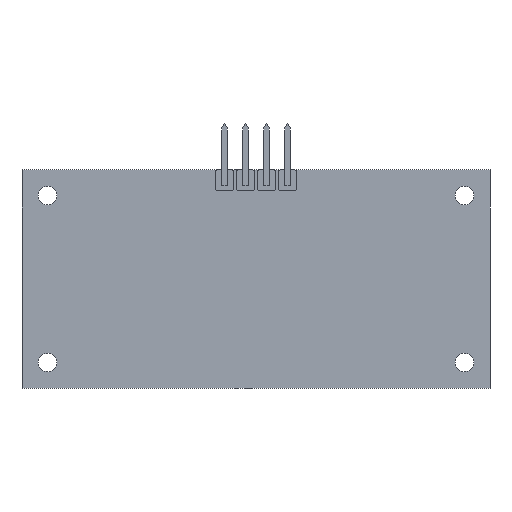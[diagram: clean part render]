
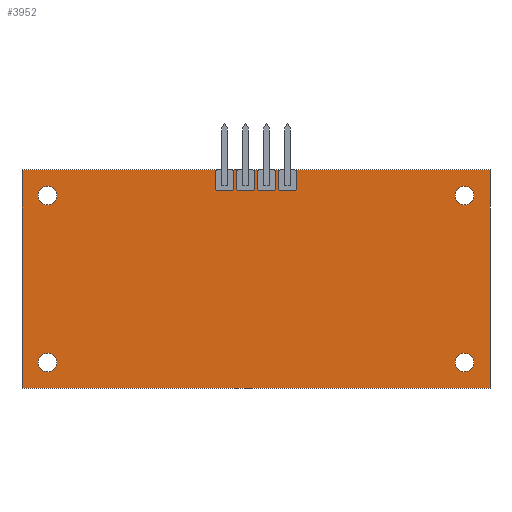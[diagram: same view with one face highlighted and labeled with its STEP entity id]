
A CAD part, front view. The second image highlights one B-rep face of the part: STEP entity #3952.
In plain terms, the highlighted planar face has unit normal (0, -1, 0).
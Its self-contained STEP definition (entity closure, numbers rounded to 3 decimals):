
#375 = DIRECTION ( 'NONE',  ( 0., 0., -1. ) ) ;
#498 = ORIENTED_EDGE ( 'NONE', *, *, #10208, .T. ) ;
#664 = CARTESIAN_POINT ( 'NONE',  ( 22.85, 0., 10.65 ) ) ;
#725 = CIRCLE ( 'NONE', #3088, 0.9 ) ;
#726 = FACE_BOUND ( 'NONE', #12613, .T. ) ;
#1062 = EDGE_CURVE ( 'NONE', #11919, #7314, #1503, .T. ) ;
#1163 = CIRCLE ( 'NONE', #12733, 0.9 ) ;
#1231 = CARTESIAN_POINT ( 'NONE',  ( 20.35, 0., 7.25 ) ) ;
#1431 = CIRCLE ( 'NONE', #11580, 0.9 ) ;
#1503 = CIRCLE ( 'NONE', #14252, 0.9 ) ;
#1594 = EDGE_CURVE ( 'NONE', #3183, #8837, #8365, .T. ) ;
#1668 = ORIENTED_EDGE ( 'NONE', *, *, #10465, .T. ) ;
#1780 = VECTOR ( 'NONE', #375, 1000. ) ;
#1805 = DIRECTION ( 'NONE',  ( 0., 1., 0. ) ) ;
#1899 = ORIENTED_EDGE ( 'NONE', *, *, #10442, .T. ) ;
#1912 = DIRECTION ( 'NONE',  ( 0., 1., 0. ) ) ;
#2040 = PLANE ( 'NONE',  #14301 ) ;
#2433 = CARTESIAN_POINT ( 'NONE',  ( 22.85, 0., 10.65 ) ) ;
#2463 = EDGE_CURVE ( 'NONE', #8837, #13837, #7708, .T. ) ;
#2527 = VERTEX_POINT ( 'NONE', #4741 ) ;
#2823 = CIRCLE ( 'NONE', #9877, 0.9 ) ;
#2847 = AXIS2_PLACEMENT_3D ( 'NONE', #5248, #1912, #8435 ) ;
#2915 = ORIENTED_EDGE ( 'NONE', *, *, #6010, .F. ) ;
#2967 = VERTEX_POINT ( 'NONE', #5297 ) ;
#3046 = EDGE_CURVE ( 'NONE', #5341, #2527, #2823, .T. ) ;
#3065 = DIRECTION ( 'NONE',  ( 0., 0., 1. ) ) ;
#3088 = AXIS2_PLACEMENT_3D ( 'NONE', #9363, #8197, #3610 ) ;
#3142 = CARTESIAN_POINT ( 'NONE',  ( -20.35, 0., 7.25 ) ) ;
#3183 = VERTEX_POINT ( 'NONE', #10072 ) ;
#3232 = CARTESIAN_POINT ( 'NONE',  ( 20.35, 0., -9.05 ) ) ;
#3321 = AXIS2_PLACEMENT_3D ( 'NONE', #13045, #14362, #3065 ) ;
#3379 = CARTESIAN_POINT ( 'NONE',  ( -22.85, 0., 10.65 ) ) ;
#3429 = EDGE_LOOP ( 'NONE', ( #5929, #13312 ) ) ;
#3574 = ORIENTED_EDGE ( 'NONE', *, *, #9914, .F. ) ;
#3610 = DIRECTION ( 'NONE',  ( 0., 0., 1. ) ) ;
#3614 = EDGE_CURVE ( 'NONE', #7314, #11919, #1163, .T. ) ;
#3712 = CARTESIAN_POINT ( 'NONE',  ( 22.85, 0., -10.65 ) ) ;
#3883 = VECTOR ( 'NONE', #6957, 1000. ) ;
#3952 = ADVANCED_FACE ( 'NONE', ( #8640, #6364, #13280, #10856, #726 ), #2040, .F. ) ;
#4036 = CARTESIAN_POINT ( 'NONE',  ( 20.35, 0., -8.15 ) ) ;
#4037 = CARTESIAN_POINT ( 'NONE',  ( -22.85, 0., 10.65 ) ) ;
#4049 = VERTEX_POINT ( 'NONE', #3379 ) ;
#4063 = CIRCLE ( 'NONE', #6895, 0.9 ) ;
#4319 = DIRECTION ( 'NONE',  ( 0., 1., 0. ) ) ;
#4741 = CARTESIAN_POINT ( 'NONE',  ( -20.35, 0., 9.05 ) ) ;
#4976 = EDGE_LOOP ( 'NONE', ( #14227, #498 ) ) ;
#4997 = VERTEX_POINT ( 'NONE', #1231 ) ;
#5248 = CARTESIAN_POINT ( 'NONE',  ( 20.35, 0., 8.15 ) ) ;
#5297 = CARTESIAN_POINT ( 'NONE',  ( 20.35, 0., -7.25 ) ) ;
#5341 = VERTEX_POINT ( 'NONE', #3142 ) ;
#5445 = ORIENTED_EDGE ( 'NONE', *, *, #2463, .F. ) ;
#5628 = CARTESIAN_POINT ( 'NONE',  ( -22.85, 0., -10.65 ) ) ;
#5929 = ORIENTED_EDGE ( 'NONE', *, *, #1062, .T. ) ;
#6010 = EDGE_CURVE ( 'NONE', #4049, #3183, #8058, .T. ) ;
#6323 = EDGE_CURVE ( 'NONE', #2967, #7216, #4063, .T. ) ;
#6338 = DIRECTION ( 'NONE',  ( 0., 0., 1. ) ) ;
#6364 = FACE_BOUND ( 'NONE', #6898, .T. ) ;
#6618 = DIRECTION ( 'NONE',  ( 0., 0., 1. ) ) ;
#6663 = DIRECTION ( 'NONE',  ( 0., 0., 1. ) ) ;
#6895 = AXIS2_PLACEMENT_3D ( 'NONE', #11858, #1805, #7443 ) ;
#6898 = EDGE_LOOP ( 'NONE', ( #1668, #7487 ) ) ;
#6900 = DIRECTION ( 'NONE',  ( -1., 0., 0. ) ) ;
#6957 = DIRECTION ( 'NONE',  ( 1., 0., 0. ) ) ;
#7216 = VERTEX_POINT ( 'NONE', #3232 ) ;
#7314 = VERTEX_POINT ( 'NONE', #10091 ) ;
#7342 = VECTOR ( 'NONE', #6900, 1000. ) ;
#7443 = DIRECTION ( 'NONE',  ( 0., 0., 1. ) ) ;
#7487 = ORIENTED_EDGE ( 'NONE', *, *, #6323, .T. ) ;
#7708 = LINE ( 'NONE', #3712, #7342 ) ;
#7840 = CARTESIAN_POINT ( 'NONE',  ( -20.35, 0., -8.15 ) ) ;
#8058 = LINE ( 'NONE', #2433, #3883 ) ;
#8197 = DIRECTION ( 'NONE',  ( 0., 1., 0. ) ) ;
#8323 = CARTESIAN_POINT ( 'NONE',  ( 20.35, 0., 9.05 ) ) ;
#8365 = LINE ( 'NONE', #664, #1780 ) ;
#8435 = DIRECTION ( 'NONE',  ( 0., 0., 1. ) ) ;
#8623 = CARTESIAN_POINT ( 'NONE',  ( -20.35, 0., 8.15 ) ) ;
#8640 = FACE_OUTER_BOUND ( 'NONE', #12553, .T. ) ;
#8837 = VERTEX_POINT ( 'NONE', #13543 ) ;
#8962 = ORIENTED_EDGE ( 'NONE', *, *, #11886, .T. ) ;
#9363 = CARTESIAN_POINT ( 'NONE',  ( -20.35, 0., 8.15 ) ) ;
#9738 = VERTEX_POINT ( 'NONE', #8323 ) ;
#9740 = CARTESIAN_POINT ( 'NONE',  ( 0., 0., 0. ) ) ;
#9877 = AXIS2_PLACEMENT_3D ( 'NONE', #8623, #10975, #12082 ) ;
#9914 = EDGE_CURVE ( 'NONE', #13837, #4049, #14150, .T. ) ;
#10072 = CARTESIAN_POINT ( 'NONE',  ( 22.85, 0., 10.65 ) ) ;
#10091 = CARTESIAN_POINT ( 'NONE',  ( -20.35, 0., -7.25 ) ) ;
#10208 = EDGE_CURVE ( 'NONE', #2527, #5341, #725, .T. ) ;
#10397 = CIRCLE ( 'NONE', #3321, 0.9 ) ;
#10442 = EDGE_CURVE ( 'NONE', #9738, #4997, #10397, .T. ) ;
#10454 = VECTOR ( 'NONE', #6338, 1000. ) ;
#10465 = EDGE_CURVE ( 'NONE', #7216, #2967, #1431, .T. ) ;
#10856 = FACE_BOUND ( 'NONE', #3429, .T. ) ;
#10975 = DIRECTION ( 'NONE',  ( 0., 1., 0. ) ) ;
#11131 = DIRECTION ( 'NONE',  ( 0., 0., 1. ) ) ;
#11580 = AXIS2_PLACEMENT_3D ( 'NONE', #4036, #12071, #14222 ) ;
#11858 = CARTESIAN_POINT ( 'NONE',  ( 20.35, 0., -8.15 ) ) ;
#11886 = EDGE_CURVE ( 'NONE', #4997, #9738, #12506, .T. ) ;
#11919 = VERTEX_POINT ( 'NONE', #14612 ) ;
#12071 = DIRECTION ( 'NONE',  ( 0., 1., 0. ) ) ;
#12082 = DIRECTION ( 'NONE',  ( 0., 0., 1. ) ) ;
#12253 = ORIENTED_EDGE ( 'NONE', *, *, #1594, .F. ) ;
#12506 = CIRCLE ( 'NONE', #2847, 0.9 ) ;
#12553 = EDGE_LOOP ( 'NONE', ( #3574, #5445, #12253, #2915 ) ) ;
#12613 = EDGE_LOOP ( 'NONE', ( #8962, #1899 ) ) ;
#12733 = AXIS2_PLACEMENT_3D ( 'NONE', #7840, #13298, #6663 ) ;
#13045 = CARTESIAN_POINT ( 'NONE',  ( 20.35, 0., 8.15 ) ) ;
#13280 = FACE_BOUND ( 'NONE', #4976, .T. ) ;
#13298 = DIRECTION ( 'NONE',  ( 0., 1., 0. ) ) ;
#13312 = ORIENTED_EDGE ( 'NONE', *, *, #3614, .T. ) ;
#13543 = CARTESIAN_POINT ( 'NONE',  ( 22.85, 0., -10.65 ) ) ;
#13837 = VERTEX_POINT ( 'NONE', #5628 ) ;
#14150 = LINE ( 'NONE', #4037, #10454 ) ;
#14222 = DIRECTION ( 'NONE',  ( 0., 0., 1. ) ) ;
#14227 = ORIENTED_EDGE ( 'NONE', *, *, #3046, .T. ) ;
#14252 = AXIS2_PLACEMENT_3D ( 'NONE', #14434, #4319, #6618 ) ;
#14256 = DIRECTION ( 'NONE',  ( 0., 1., 0. ) ) ;
#14301 = AXIS2_PLACEMENT_3D ( 'NONE', #9740, #14256, #11131 ) ;
#14362 = DIRECTION ( 'NONE',  ( 0., 1., 0. ) ) ;
#14434 = CARTESIAN_POINT ( 'NONE',  ( -20.35, 0., -8.15 ) ) ;
#14612 = CARTESIAN_POINT ( 'NONE',  ( -20.35, 0., -9.05 ) ) ;
